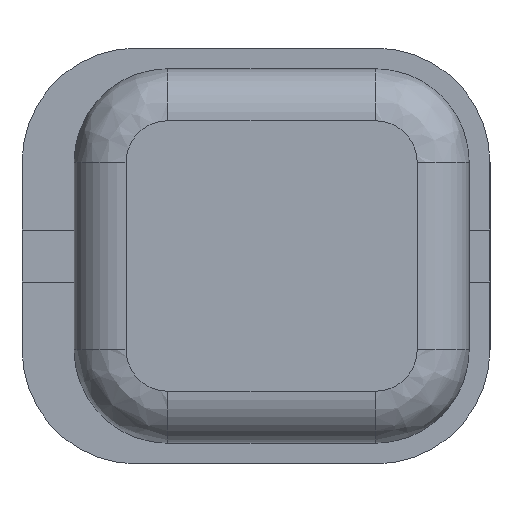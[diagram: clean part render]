
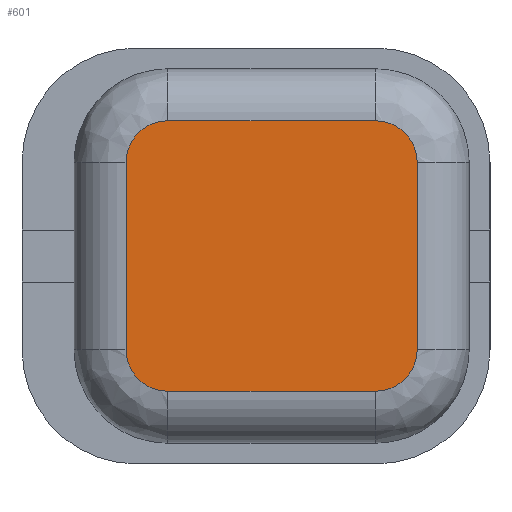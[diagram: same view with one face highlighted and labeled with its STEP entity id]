
A CAD part, left-side view. The second image highlights one B-rep face of the part: STEP entity #601.
In plain terms, the highlighted planar face has unit normal (-1, 0, 0).
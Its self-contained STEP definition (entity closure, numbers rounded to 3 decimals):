
#23=PLANE('',#668);
#53=FACE_OUTER_BOUND('',#87,.T.);
#87=EDGE_LOOP('',(#477,#478,#479,#480,#481,#482,#483,#484));
#125=LINE('',#960,#185);
#126=LINE('',#966,#186);
#128=LINE('',#996,#188);
#138=LINE('',#1016,#198);
#185=VECTOR('',#755,10.);
#186=VECTOR('',#760,10.);
#188=VECTOR('',#776,10.);
#198=VECTOR('',#796,10.);
#234=CIRCLE('',#647,0.4);
#238=CIRCLE('',#651,0.4);
#244=CIRCLE('',#659,0.4);
#246=CIRCLE('',#661,0.4);
#274=VERTEX_POINT('',#930);
#277=VERTEX_POINT('',#935);
#278=VERTEX_POINT('',#947);
#281=VERTEX_POINT('',#952);
#282=VERTEX_POINT('',#956);
#285=VERTEX_POINT('',#963);
#286=VERTEX_POINT('',#965);
#288=VERTEX_POINT('',#979);
#337=EDGE_CURVE('',#277,#274,#234,.T.);
#341=EDGE_CURVE('',#281,#278,#238,.T.);
#344=EDGE_CURVE('',#278,#282,#125,.T.);
#346=EDGE_CURVE('',#285,#286,#126,.T.);
#351=EDGE_CURVE('',#286,#288,#244,.T.);
#353=EDGE_CURVE('',#282,#285,#246,.T.);
#354=EDGE_CURVE('',#288,#277,#128,.T.);
#365=EDGE_CURVE('',#274,#281,#138,.T.);
#477=ORIENTED_EDGE('',*,*,#337,.F.);
#478=ORIENTED_EDGE('',*,*,#354,.F.);
#479=ORIENTED_EDGE('',*,*,#351,.F.);
#480=ORIENTED_EDGE('',*,*,#346,.F.);
#481=ORIENTED_EDGE('',*,*,#353,.F.);
#482=ORIENTED_EDGE('',*,*,#344,.F.);
#483=ORIENTED_EDGE('',*,*,#341,.F.);
#484=ORIENTED_EDGE('',*,*,#365,.F.);
#601=ADVANCED_FACE('',(#53),#23,.T.);
#647=AXIS2_PLACEMENT_3D('',#937,#740,#741);
#651=AXIS2_PLACEMENT_3D('',#954,#748,#749);
#659=AXIS2_PLACEMENT_3D('',#983,#768,#769);
#661=AXIS2_PLACEMENT_3D('',#994,#772,#773);
#668=AXIS2_PLACEMENT_3D('',#1018,#798,#799);
#740=DIRECTION('center_axis',(1.,0.,0.));
#741=DIRECTION('ref_axis',(0.,0.974,0.228));
#748=DIRECTION('center_axis',(1.,0.,0.));
#749=DIRECTION('ref_axis',(0.,-0.974,0.228));
#755=DIRECTION('',(0.,0.,-1.));
#760=DIRECTION('',(0.,1.,0.));
#768=DIRECTION('center_axis',(1.,0.,0.));
#769=DIRECTION('ref_axis',(0.,0.707,-0.707));
#772=DIRECTION('center_axis',(1.,0.,0.));
#773=DIRECTION('ref_axis',(0.,-0.707,-0.707));
#776=DIRECTION('',(0.,0.,1.));
#796=DIRECTION('',(0.,-1.,0.));
#798=DIRECTION('center_axis',(-1.,0.,0.));
#799=DIRECTION('ref_axis',(0.,-1.,0.));
#930=CARTESIAN_POINT('',(157.34,-50.546,1.6));
#935=CARTESIAN_POINT('',(157.34,-50.146,1.2));
#937=CARTESIAN_POINT('Origin',(157.34,-50.546,1.2));
#947=CARTESIAN_POINT('',(157.34,-52.946,1.2));
#952=CARTESIAN_POINT('',(157.34,-52.546,1.6));
#954=CARTESIAN_POINT('Origin',(157.34,-52.546,1.2));
#956=CARTESIAN_POINT('',(157.34,-52.946,-0.6));
#960=CARTESIAN_POINT('',(157.34,-52.946,1.35));
#963=CARTESIAN_POINT('',(157.34,-52.546,-1.));
#965=CARTESIAN_POINT('',(157.34,-50.546,-1.));
#966=CARTESIAN_POINT('',(157.34,-61.916,-1.));
#979=CARTESIAN_POINT('',(157.34,-50.146,-0.6));
#983=CARTESIAN_POINT('Origin',(157.34,-50.546,-0.6));
#994=CARTESIAN_POINT('Origin',(157.34,-52.546,-0.6));
#996=CARTESIAN_POINT('',(157.34,-50.146,0.35));
#1016=CARTESIAN_POINT('',(157.34,-60.816,1.6));
#1018=CARTESIAN_POINT('Origin',(157.34,-71.186,1.4));
